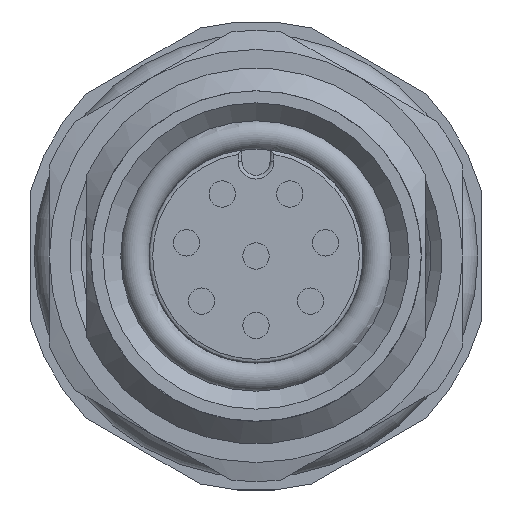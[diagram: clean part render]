
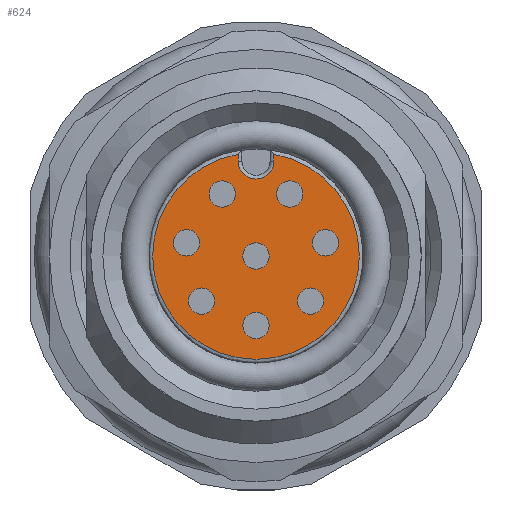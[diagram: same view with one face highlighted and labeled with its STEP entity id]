
A CAD part, left-side view. The second image highlights one B-rep face of the part: STEP entity #624.
In plain terms, the highlighted planar face has unit normal (-1, 0, 0).
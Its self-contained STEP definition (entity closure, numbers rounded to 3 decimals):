
#624=ADVANCED_FACE('',(#991,#992,#993,#994,#995,#996,#997,#998,#999),#809,
 .F.);
#809=PLANE('',#4264);
#991=FACE_BOUND('',#1311,.T.);
#992=FACE_BOUND('',#1312,.T.);
#993=FACE_BOUND('',#1313,.T.);
#994=FACE_BOUND('',#1314,.T.);
#995=FACE_BOUND('',#1315,.T.);
#996=FACE_BOUND('',#1316,.T.);
#997=FACE_BOUND('',#1317,.T.);
#998=FACE_BOUND('',#1318,.T.);
#999=FACE_BOUND('',#1319,.T.);
#1311=EDGE_LOOP('',(#2305,#2306,#2307,#2308));
#1312=EDGE_LOOP('',(#2309));
#1313=EDGE_LOOP('',(#2310));
#1314=EDGE_LOOP('',(#2311));
#1315=EDGE_LOOP('',(#2312));
#1316=EDGE_LOOP('',(#2313));
#1317=EDGE_LOOP('',(#2314));
#1318=EDGE_LOOP('',(#2315));
#1319=EDGE_LOOP('',(#2316));
#1499=CIRCLE('',#4242,0.35);
#1500=CIRCLE('',#4244,0.35);
#1501=CIRCLE('',#4246,0.35);
#1502=CIRCLE('',#4248,0.35);
#1503=CIRCLE('',#4250,0.35);
#1504=CIRCLE('',#4252,0.35);
#1505=CIRCLE('',#4254,0.35);
#1506=CIRCLE('',#4256,0.35);
#1510=CIRCLE('',#4261,0.475);
#1511=CIRCLE('',#4263,2.75);
#2305=ORIENTED_EDGE('',*,*,#3361,.T.);
#2306=ORIENTED_EDGE('',*,*,#3362,.T.);
#2307=ORIENTED_EDGE('',*,*,#3363,.T.);
#2308=ORIENTED_EDGE('',*,*,#3364,.T.);
#2309=ORIENTED_EDGE('',*,*,#3357,.F.);
#2310=ORIENTED_EDGE('',*,*,#3356,.F.);
#2311=ORIENTED_EDGE('',*,*,#3355,.F.);
#2312=ORIENTED_EDGE('',*,*,#3354,.T.);
#2313=ORIENTED_EDGE('',*,*,#3353,.T.);
#2314=ORIENTED_EDGE('',*,*,#3352,.T.);
#2315=ORIENTED_EDGE('',*,*,#3351,.F.);
#2316=ORIENTED_EDGE('',*,*,#3350,.F.);
#2881=VERTEX_POINT('',#6513);
#2882=VERTEX_POINT('',#6516);
#2883=VERTEX_POINT('',#6519);
#2884=VERTEX_POINT('',#6522);
#2885=VERTEX_POINT('',#6525);
#2886=VERTEX_POINT('',#6528);
#2887=VERTEX_POINT('',#6531);
#2888=VERTEX_POINT('',#6534);
#2889=VERTEX_POINT('',#6537);
#2892=VERTEX_POINT('',#6542);
#2893=VERTEX_POINT('',#6546);
#2894=VERTEX_POINT('',#6548);
#3350=EDGE_CURVE('',#2881,#2881,#1499,.T.);
#3351=EDGE_CURVE('',#2882,#2882,#1500,.T.);
#3352=EDGE_CURVE('',#2883,#2883,#1501,.T.);
#3353=EDGE_CURVE('',#2884,#2884,#1502,.T.);
#3354=EDGE_CURVE('',#2885,#2885,#1503,.T.);
#3355=EDGE_CURVE('',#2886,#2886,#1504,.T.);
#3356=EDGE_CURVE('',#2887,#2887,#1505,.T.);
#3357=EDGE_CURVE('',#2888,#2888,#1506,.T.);
#3361=EDGE_CURVE('',#2889,#2892,#1510,.T.);
#3362=EDGE_CURVE('',#2892,#2893,#3693,.T.);
#3363=EDGE_CURVE('',#2893,#2894,#1511,.T.);
#3364=EDGE_CURVE('',#2894,#2889,#3694,.T.);
#3693=LINE('',#6545,#3921);
#3694=LINE('',#6549,#3922);
#3921=VECTOR('',#5168,1.);
#3922=VECTOR('',#5171,1.);
#4242=AXIS2_PLACEMENT_3D('',#6512,#5126,#5127);
#4244=AXIS2_PLACEMENT_3D('',#6515,#5130,#5131);
#4246=AXIS2_PLACEMENT_3D('',#6518,#5134,#5135);
#4248=AXIS2_PLACEMENT_3D('',#6521,#5138,#5139);
#4250=AXIS2_PLACEMENT_3D('',#6524,#5142,#5143);
#4252=AXIS2_PLACEMENT_3D('',#6527,#5146,#5147);
#4254=AXIS2_PLACEMENT_3D('',#6530,#5150,#5151);
#4256=AXIS2_PLACEMENT_3D('',#6533,#5154,#5155);
#4261=AXIS2_PLACEMENT_3D('',#6543,#5164,#5165);
#4263=AXIS2_PLACEMENT_3D('',#6547,#5169,#5170);
#4264=AXIS2_PLACEMENT_3D('',#6550,#5172,#5173);
#5126=DIRECTION('',(-1.,0.,0.));
#5127=DIRECTION('',(0.,1.,0.));
#5130=DIRECTION('',(-1.,0.,0.));
#5131=DIRECTION('',(0.,1.,0.));
#5134=DIRECTION('',(1.,0.,0.));
#5135=DIRECTION('',(0.,-1.,0.));
#5138=DIRECTION('',(1.,0.,0.));
#5139=DIRECTION('',(0.,-1.,0.));
#5142=DIRECTION('',(1.,0.,0.));
#5143=DIRECTION('',(0.,-1.,0.));
#5146=DIRECTION('',(-1.,0.,0.));
#5147=DIRECTION('',(0.,1.,0.));
#5150=DIRECTION('',(-1.,0.,0.));
#5151=DIRECTION('',(0.,1.,0.));
#5154=DIRECTION('',(-1.,0.,0.));
#5155=DIRECTION('',(0.,1.,0.));
#5164=DIRECTION('',(1.,0.,0.));
#5165=DIRECTION('',(0.,0.,-1.));
#5168=DIRECTION('',(0.,0.,1.));
#5169=DIRECTION('',(-1.,0.,0.));
#5170=DIRECTION('',(0.,0.,-1.));
#5171=DIRECTION('',(0.,0.,-1.));
#5172=DIRECTION('',(1.,0.,0.));
#5173=DIRECTION('',(0.,0.,-1.));
#6512=CARTESIAN_POINT('',(-45.149,-36.491,27.277));
#6513=CARTESIAN_POINT('',(-45.149,-36.141,27.277));
#6515=CARTESIAN_POINT('',(-45.149,-37.941,28.477));
#6516=CARTESIAN_POINT('',(-45.149,-37.591,28.477));
#6518=CARTESIAN_POINT('',(-45.149,-39.791,28.827));
#6519=CARTESIAN_POINT('',(-45.149,-40.141,28.827));
#6521=CARTESIAN_POINT('',(-45.149,-39.391,27.277));
#6522=CARTESIAN_POINT('',(-45.149,-39.741,27.277));
#6524=CARTESIAN_POINT('',(-45.149,-38.841,30.127));
#6525=CARTESIAN_POINT('',(-45.149,-39.191,30.127));
#6527=CARTESIAN_POINT('',(-45.149,-37.941,26.627));
#6528=CARTESIAN_POINT('',(-45.149,-37.591,26.627));
#6530=CARTESIAN_POINT('',(-45.149,-37.041,30.127));
#6531=CARTESIAN_POINT('',(-45.149,-36.691,30.127));
#6533=CARTESIAN_POINT('',(-45.149,-36.091,28.827));
#6534=CARTESIAN_POINT('',(-45.149,-35.741,28.827));
#6537=CARTESIAN_POINT('',(-45.149,-38.416,31.002));
#6542=CARTESIAN_POINT('',(-45.149,-37.466,31.002));
#6543=CARTESIAN_POINT('',(-45.149,-37.941,31.002));
#6545=CARTESIAN_POINT('',(-45.149,-37.466,31.302));
#6546=CARTESIAN_POINT('',(-45.149,-37.466,31.185));
#6547=CARTESIAN_POINT('',(-45.149,-37.941,28.477));
#6548=CARTESIAN_POINT('',(-45.149,-38.416,31.185));
#6549=CARTESIAN_POINT('',(-45.149,-38.416,31.002));
#6550=CARTESIAN_POINT('',(-45.149,-37.941,28.477));
